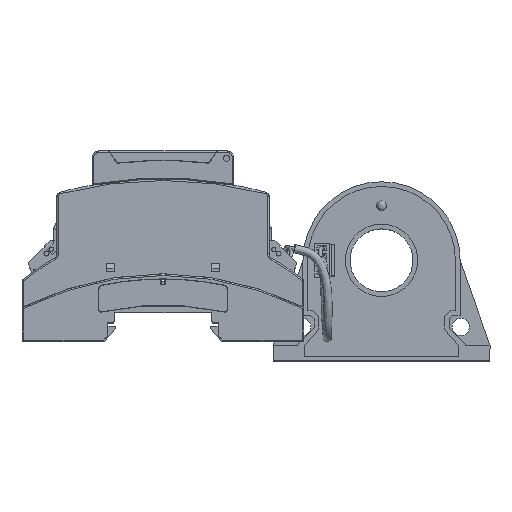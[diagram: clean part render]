
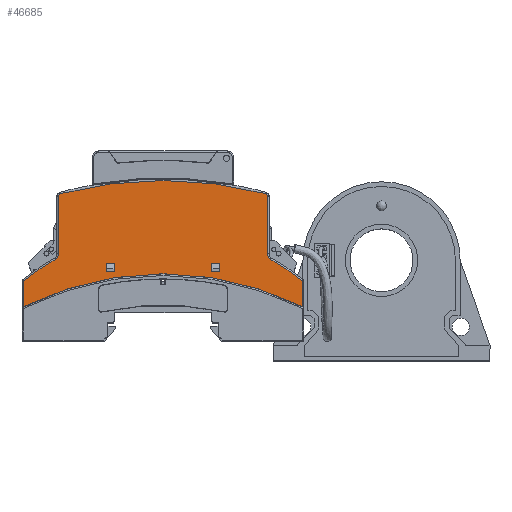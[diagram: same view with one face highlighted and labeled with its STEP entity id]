
A CAD part, top view. The second image highlights one B-rep face of the part: STEP entity #46685.
In plain terms, the highlighted planar face has unit normal (0, 0, 1).
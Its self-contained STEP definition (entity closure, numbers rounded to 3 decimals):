
#1170=FACE_BOUND('',#5764,.T.);
#1171=FACE_BOUND('',#5765,.T.);
#1847=CIRCLE('',#49843,129.2);
#1848=CIRCLE('',#49844,1.);
#1849=CIRCLE('',#49845,2.);
#1850=CIRCLE('',#49846,69.5);
#1851=CIRCLE('',#49847,99.5);
#1852=CIRCLE('',#49848,69.5);
#1853=CIRCLE('',#49849,2.);
#1854=CIRCLE('',#49850,1.);
#3224=FACE_OUTER_BOUND('',#5763,.T.);
#5763=EDGE_LOOP('',(#32806,#32807,#32808,#32809,#32810,#32811,#32812,#32813,
#32814,#32815,#32816,#32817));
#5764=EDGE_LOOP('',(#32818,#32819,#32820,#32821));
#5765=EDGE_LOOP('',(#32822,#32823,#32824,#32825));
#9466=LINE('',#68193,#14834);
#9614=LINE('',#68661,#14982);
#9646=LINE('',#68741,#15014);
#9647=LINE('',#68747,#15015);
#9648=LINE('',#68751,#15016);
#9649=LINE('',#68758,#15017);
#9650=LINE('',#68760,#15018);
#9651=LINE('',#68762,#15019);
#9652=LINE('',#68763,#15020);
#9653=LINE('',#68766,#15021);
#9654=LINE('',#68767,#15022);
#9655=LINE('',#68768,#15023);
#14834=VECTOR('',#55245,1.);
#14982=VECTOR('',#55519,1.);
#15014=VECTOR('',#55583,1.);
#15015=VECTOR('',#55588,1.);
#15016=VECTOR('',#55591,1.);
#15017=VECTOR('',#55598,1.);
#15018=VECTOR('',#55599,1.);
#15019=VECTOR('',#55600,1.);
#15020=VECTOR('',#55601,1.);
#15021=VECTOR('',#55602,1.);
#15022=VECTOR('',#55603,1.);
#15023=VECTOR('',#55604,1.);
#19862=VERTEX_POINT('',#68190);
#19863=VERTEX_POINT('',#68192);
#20030=VERTEX_POINT('',#68659);
#20031=VERTEX_POINT('',#68660);
#20060=VERTEX_POINT('',#68735);
#20061=VERTEX_POINT('',#68736);
#20062=VERTEX_POINT('',#68738);
#20063=VERTEX_POINT('',#68740);
#20064=VERTEX_POINT('',#68742);
#20065=VERTEX_POINT('',#68744);
#20066=VERTEX_POINT('',#68746);
#20067=VERTEX_POINT('',#68748);
#20068=VERTEX_POINT('',#68750);
#20069=VERTEX_POINT('',#68752);
#20070=VERTEX_POINT('',#68756);
#20071=VERTEX_POINT('',#68757);
#20072=VERTEX_POINT('',#68759);
#20073=VERTEX_POINT('',#68761);
#20074=VERTEX_POINT('',#68764);
#20075=VERTEX_POINT('',#68765);
#24671=EDGE_CURVE('',#19862,#19863,#9466,.T.);
#24854=EDGE_CURVE('',#20030,#20031,#9614,.T.);
#24890=EDGE_CURVE('',#20060,#20061,#1847,.T.);
#24891=EDGE_CURVE('',#20060,#20062,#1848,.T.);
#24892=EDGE_CURVE('',#20062,#20063,#9646,.T.);
#24893=EDGE_CURVE('',#20064,#20063,#1849,.T.);
#24894=EDGE_CURVE('',#20064,#20065,#1850,.T.);
#24895=EDGE_CURVE('',#20065,#20066,#9647,.T.);
#24896=EDGE_CURVE('',#20067,#20066,#1851,.T.);
#24897=EDGE_CURVE('',#20068,#20067,#9648,.T.);
#24898=EDGE_CURVE('',#20069,#20068,#1852,.T.);
#24899=EDGE_CURVE('',#20069,#20031,#1853,.T.);
#24900=EDGE_CURVE('',#20030,#20061,#1854,.T.);
#24901=EDGE_CURVE('',#20070,#20071,#9649,.T.);
#24902=EDGE_CURVE('',#20072,#20070,#9650,.T.);
#24903=EDGE_CURVE('',#20073,#20072,#9651,.T.);
#24904=EDGE_CURVE('',#20071,#20073,#9652,.T.);
#24905=EDGE_CURVE('',#20074,#20075,#9653,.T.);
#24906=EDGE_CURVE('',#19863,#20074,#9654,.T.);
#24907=EDGE_CURVE('',#20075,#19862,#9655,.T.);
#32806=ORIENTED_EDGE('',*,*,#24890,.F.);
#32807=ORIENTED_EDGE('',*,*,#24891,.T.);
#32808=ORIENTED_EDGE('',*,*,#24892,.T.);
#32809=ORIENTED_EDGE('',*,*,#24893,.F.);
#32810=ORIENTED_EDGE('',*,*,#24894,.T.);
#32811=ORIENTED_EDGE('',*,*,#24895,.T.);
#32812=ORIENTED_EDGE('',*,*,#24896,.F.);
#32813=ORIENTED_EDGE('',*,*,#24897,.F.);
#32814=ORIENTED_EDGE('',*,*,#24898,.F.);
#32815=ORIENTED_EDGE('',*,*,#24899,.T.);
#32816=ORIENTED_EDGE('',*,*,#24854,.F.);
#32817=ORIENTED_EDGE('',*,*,#24900,.T.);
#32818=ORIENTED_EDGE('',*,*,#24901,.F.);
#32819=ORIENTED_EDGE('',*,*,#24902,.F.);
#32820=ORIENTED_EDGE('',*,*,#24903,.F.);
#32821=ORIENTED_EDGE('',*,*,#24904,.F.);
#32822=ORIENTED_EDGE('',*,*,#24905,.F.);
#32823=ORIENTED_EDGE('',*,*,#24906,.F.);
#32824=ORIENTED_EDGE('',*,*,#24671,.F.);
#32825=ORIENTED_EDGE('',*,*,#24907,.F.);
#42948=PLANE('',#49842);
#46685=ADVANCED_FACE('',(#3224,#1170,#1171),#42948,.F.);
#49842=AXIS2_PLACEMENT_3D('',#68734,#55577,#55578);
#49843=AXIS2_PLACEMENT_3D('',#68737,#55579,#55580);
#49844=AXIS2_PLACEMENT_3D('',#68739,#55581,#55582);
#49845=AXIS2_PLACEMENT_3D('',#68743,#55584,#55585);
#49846=AXIS2_PLACEMENT_3D('',#68745,#55586,#55587);
#49847=AXIS2_PLACEMENT_3D('',#68749,#55589,#55590);
#49848=AXIS2_PLACEMENT_3D('',#68753,#55592,#55593);
#49849=AXIS2_PLACEMENT_3D('',#68754,#55594,#55595);
#49850=AXIS2_PLACEMENT_3D('',#68755,#55596,#55597);
#55245=DIRECTION('',(1.,0.,0.));
#55519=DIRECTION('',(0.,1.,0.));
#55577=DIRECTION('center_axis',(0.,0.,-1.));
#55578=DIRECTION('ref_axis',(1.,0.,0.));
#55579=DIRECTION('center_axis',(0.,0.,
-1.));
#55580=DIRECTION('ref_axis',(-1.,0.,0.));
#55581=DIRECTION('center_axis',(0.,0.,
1.));
#55582=DIRECTION('ref_axis',(1.,0.,0.));
#55583=DIRECTION('',(0.,1.,0.));
#55584=DIRECTION('center_axis',(0.,0.,1.));
#55585=DIRECTION('ref_axis',(0.,-1.,0.));
#55586=DIRECTION('center_axis',(0.,0.,1.));
#55587=DIRECTION('ref_axis',(0.,-1.,0.));
#55588=DIRECTION('',(0.,1.,0.));
#55589=DIRECTION('center_axis',(0.,0.,
1.));
#55590=DIRECTION('ref_axis',(-1.,0.,0.));
#55591=DIRECTION('',(0.,1.,0.));
#55592=DIRECTION('center_axis',(0.,0.,-1.));
#55593=DIRECTION('ref_axis',(0.,1.,0.));
#55594=DIRECTION('center_axis',(0.,0.,-1.));
#55595=DIRECTION('ref_axis',(0.,1.,0.));
#55596=DIRECTION('center_axis',(0.,0.,
1.));
#55597=DIRECTION('ref_axis',(1.,0.,0.));
#55598=DIRECTION('',(0.,1.,0.));
#55599=DIRECTION('',(1.,0.,0.));
#55600=DIRECTION('',(0.,-1.,0.));
#55601=DIRECTION('',(-1.,0.,0.));
#55602=DIRECTION('',(-1.,0.,0.));
#55603=DIRECTION('',(0.,1.,0.));
#55604=DIRECTION('',(0.,-1.,0.));
#68190=CARTESIAN_POINT('',(9.85,-21.1,-0.3));
#68192=CARTESIAN_POINT('',(12.45,-21.1,-0.3));
#68193=CARTESIAN_POINT('',(0.,-21.1,-0.3));
#68659=CARTESIAN_POINT('',(-38.9,-42.477,-0.3));
#68660=CARTESIAN_POINT('',(-38.9,-24.257,-0.3));
#68661=CARTESIAN_POINT('',(-38.9,0.,-0.3));
#68734=CARTESIAN_POINT('Origin',(-23.996,-40.289,-0.3));
#68735=CARTESIAN_POINT('',(26.852,-43.445,-0.3));
#68736=CARTESIAN_POINT('',(-38.152,-43.445,-0.3));
#68737=CARTESIAN_POINT('Origin',(-5.65,81.6,-0.3));
#68738=CARTESIAN_POINT('',(27.6,-42.477,-0.3));
#68739=CARTESIAN_POINT('Origin',(26.6,-42.477,-0.3));
#68740=CARTESIAN_POINT('',(27.6,-24.257,-0.3));
#68741=CARTESIAN_POINT('',(27.6,0.,-0.3));
#68742=CARTESIAN_POINT('',(28.614,-22.517,-0.3));
#68743=CARTESIAN_POINT('Origin',(29.6,-24.257,-0.3));
#68744=CARTESIAN_POINT('',(38.7,-15.56,-0.3));
#68745=CARTESIAN_POINT('Origin',(-5.65,37.95,-0.3));
#68746=CARTESIAN_POINT('',(38.7,-7.469,-0.3));
#68747=CARTESIAN_POINT('',(38.7,0.,-0.3));
#68748=CARTESIAN_POINT('',(-50.,-7.469,-0.3));
#68749=CARTESIAN_POINT('Origin',(-5.65,81.6,-0.3));
#68750=CARTESIAN_POINT('',(-50.,-15.56,-0.3));
#68751=CARTESIAN_POINT('',(-50.,0.,-0.3));
#68752=CARTESIAN_POINT('',(-39.914,-22.517,-0.3));
#68753=CARTESIAN_POINT('Origin',(-5.65,37.95,-0.3));
#68754=CARTESIAN_POINT('Origin',(-40.9,-24.257,-0.3));
#68755=CARTESIAN_POINT('Origin',(-37.9,-42.477,-0.3));
#68756=CARTESIAN_POINT('',(-21.15,-21.1,-0.3));
#68757=CARTESIAN_POINT('',(-21.15,-18.5,-0.3));
#68758=CARTESIAN_POINT('',(-21.15,0.,-0.3));
#68759=CARTESIAN_POINT('',(-23.75,-21.1,-0.3));
#68760=CARTESIAN_POINT('',(0.,-21.1,-0.3));
#68761=CARTESIAN_POINT('',(-23.75,-18.5,-0.3));
#68762=CARTESIAN_POINT('',(-23.75,0.,-0.3));
#68763=CARTESIAN_POINT('',(0.,-18.5,-0.3));
#68764=CARTESIAN_POINT('',(12.45,-18.5,-0.3));
#68765=CARTESIAN_POINT('',(9.85,-18.5,-0.3));
#68766=CARTESIAN_POINT('',(0.,-18.5,-0.3));
#68767=CARTESIAN_POINT('',(12.45,0.,-0.3));
#68768=CARTESIAN_POINT('',(9.85,0.,-0.3));
